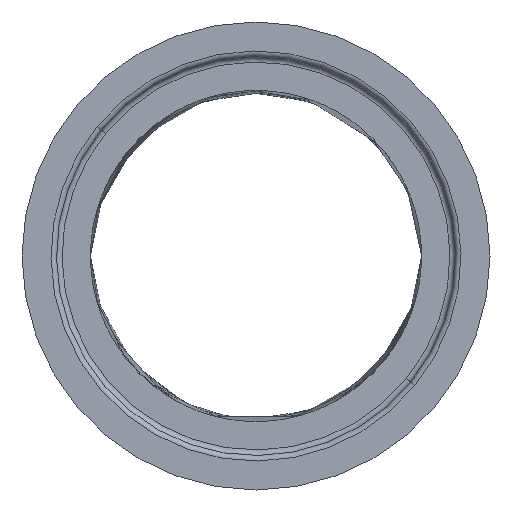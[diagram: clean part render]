
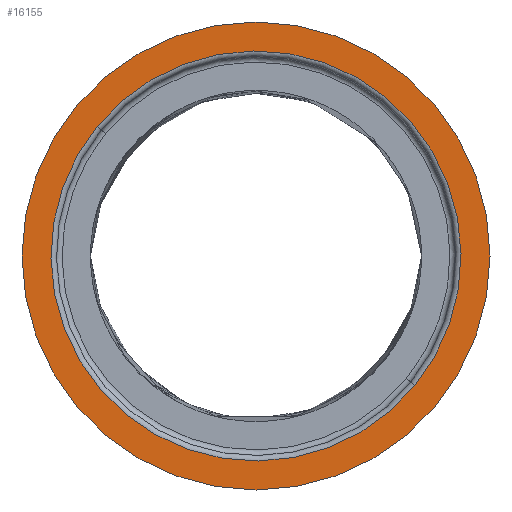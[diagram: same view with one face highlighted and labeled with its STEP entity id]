
A CAD part, front view. The second image highlights one B-rep face of the part: STEP entity #16155.
In plain terms, the highlighted face is planar.
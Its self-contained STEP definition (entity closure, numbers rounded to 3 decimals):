
#717 = VERTEX_POINT ( 'NONE', #7074 ) ;
#951 = DIRECTION ( 'NONE',  ( 0.775, 0.632, 0. ) ) ;
#2514 = DIRECTION ( 'NONE',  ( 0., 0., -1. ) ) ;
#2624 = EDGE_LOOP ( 'NONE', ( #4113, #9287 ) ) ;
#3222 = CARTESIAN_POINT ( 'NONE',  ( 0., 0., -90. ) ) ;
#3331 = DIRECTION ( 'NONE',  ( -1., 0., 0. ) ) ;
#3446 = EDGE_CURVE ( 'NONE', #717, #10326, #20656, .T. ) ;
#3496 = CARTESIAN_POINT ( 'NONE',  ( 424., 0., -90. ) ) ;
#4113 = ORIENTED_EDGE ( 'NONE', *, *, #4722, .T. ) ;
#4280 = FACE_BOUND ( 'NONE', #2624, .T. ) ;
#4393 = PLANE ( 'NONE',  #18048 ) ;
#4722 = EDGE_CURVE ( 'NONE', #11498, #20447, #7887, .T. ) ;
#4977 = DIRECTION ( 'NONE',  ( 0., 0., -1. ) ) ;
#5367 = AXIS2_PLACEMENT_3D ( 'NONE', #11499, #2514, #14896 ) ;
#5588 = EDGE_CURVE ( 'NONE', #20447, #11498, #10114, .T. ) ;
#5924 = CARTESIAN_POINT ( 'NONE',  ( 0., 0., -90. ) ) ;
#7074 = CARTESIAN_POINT ( 'NONE',  ( -424., 0., -90. ) ) ;
#7887 = CIRCLE ( 'NONE', #18337, 371.5 ) ;
#8997 = AXIS2_PLACEMENT_3D ( 'NONE', #15816, #10884, #19539 ) ;
#9287 = ORIENTED_EDGE ( 'NONE', *, *, #5588, .T. ) ;
#9529 = DIRECTION ( 'NONE',  ( 1., 0., 0. ) ) ;
#10114 = CIRCLE ( 'NONE', #8997, 371.5 ) ;
#10326 = VERTEX_POINT ( 'NONE', #3496 ) ;
#10589 = AXIS2_PLACEMENT_3D ( 'NONE', #3222, #4977, #3331 ) ;
#10884 = DIRECTION ( 'NONE',  ( 0., 0., 1. ) ) ;
#11498 = VERTEX_POINT ( 'NONE', #22727 ) ;
#11499 = CARTESIAN_POINT ( 'NONE',  ( 0., 0., -90. ) ) ;
#11931 = ORIENTED_EDGE ( 'NONE', *, *, #19948, .T. ) ;
#13563 = CIRCLE ( 'NONE', #5367, 424. ) ;
#14896 = DIRECTION ( 'NONE',  ( -1., 0., 0. ) ) ;
#15201 = CARTESIAN_POINT ( 'NONE',  ( 0., 0., -90. ) ) ;
#15816 = CARTESIAN_POINT ( 'NONE',  ( 0., 0., -90. ) ) ;
#16155 = ADVANCED_FACE ( 'NONE', ( #4280, #16890 ), #4393, .F. ) ;
#16890 = FACE_OUTER_BOUND ( 'NONE', #21304, .T. ) ;
#18048 = AXIS2_PLACEMENT_3D ( 'NONE', #5924, #18535, #9529 ) ;
#18337 = AXIS2_PLACEMENT_3D ( 'NONE', #15201, #20453, #951 ) ;
#18535 = DIRECTION ( 'NONE',  ( 0., 0., 1. ) ) ;
#19539 = DIRECTION ( 'NONE',  ( 0.775, 0.632, 0. ) ) ;
#19948 = EDGE_CURVE ( 'NONE', #10326, #717, #13563, .T. ) ;
#20447 = VERTEX_POINT ( 'NONE', #21530 ) ;
#20453 = DIRECTION ( 'NONE',  ( 0., 0., 1. ) ) ;
#20656 = CIRCLE ( 'NONE', #10589, 424. ) ;
#21304 = EDGE_LOOP ( 'NONE', ( #22467, #11931 ) ) ;
#21530 = CARTESIAN_POINT ( 'NONE',  ( -287.774, -234.943, -90. ) ) ;
#22467 = ORIENTED_EDGE ( 'NONE', *, *, #3446, .T. ) ;
#22727 = CARTESIAN_POINT ( 'NONE',  ( 287.774, 234.943, -90. ) ) ;
